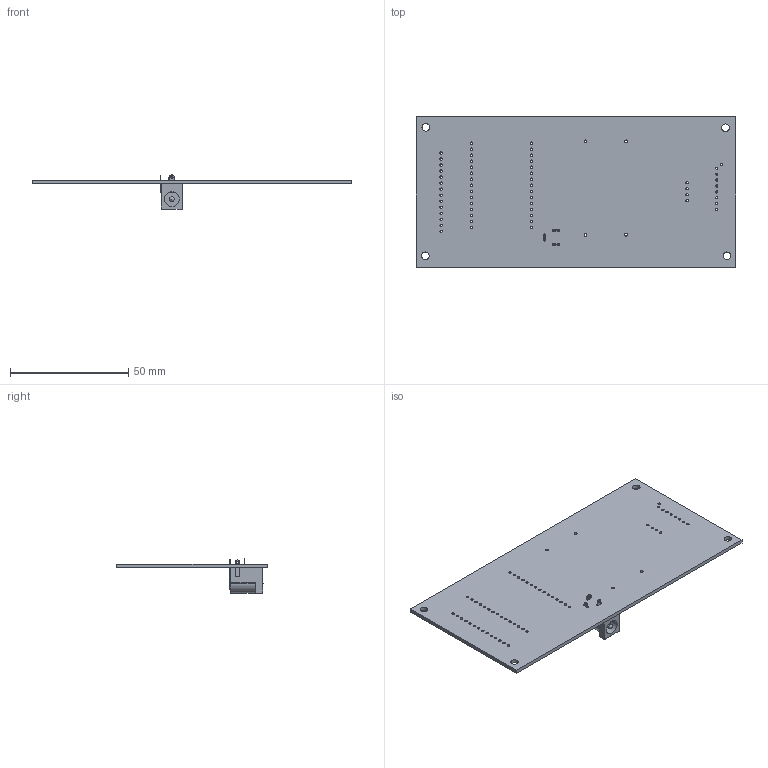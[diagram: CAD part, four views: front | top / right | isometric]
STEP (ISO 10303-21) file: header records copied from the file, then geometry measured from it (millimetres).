
FILE_DESCRIPTION(('KiCad electronic assembly'),'2;1');
FILE_NAME('Panel_Luminoso_V2_1.step','2024-01-23T17:59:04',('Pcbnew'),( 'Kicad'),'Open CASCADE STEP processor 7.7','KiCad to STEP converter' ,'Unknown');
FILE_SCHEMA(('AUTOMOTIVE_DESIGN { 1 0 10303 214 1 1 1 1 }'));
Length unit declared in the file: millimetre
Products named in the file (4): Panel_Luminoso_V2_1 1; BarrelJack_Horizontal; Panel_Luminoso_V2 PCB
Assembly tree (3 placements, depth 3):
  Panel_Luminoso_V2_1 1
    BarrelJack_Horizontal
      BarrelJack_Horizontal
    Panel_Luminoso_V2 PCB
Bounding box: 134.98 x 63.5 x 14.6 mm (x, y, z)
Volume: 14272.4 mm3; surface area: 19486 mm2
Topology: 6 solids, 6 shells, 218 faces, 591 edges, 383 vertices
Faces by surface type: plane 122, cylinder 89, sphere 5, extrusion 2
Full cylindrical faces by diameter (mm): 0.95 x8, 1 x20, 1.02 x30, 1.2 x5, 1.5 x2, 2 x2, 3.2 x4, 6.3 x1
Entity records: 16049 total; most frequent: CARTESIAN_POINT 3828, DIRECTION 2062, VECTOR 1250, LINE 1248, ORIENTED_EDGE 1172, PCURVE 1172, DEFINITIONAL_REPRESENTATION 1172, EDGE_CURVE 586
